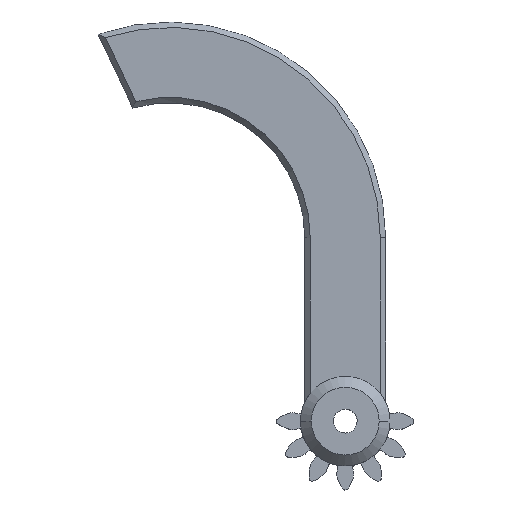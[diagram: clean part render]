
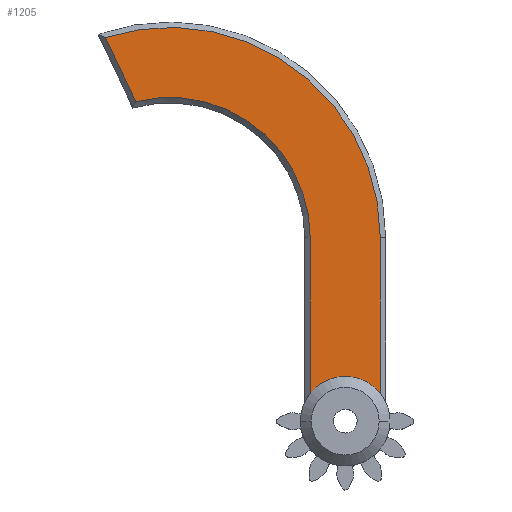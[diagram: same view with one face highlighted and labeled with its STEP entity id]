
A CAD part, top view. The second image highlights one B-rep face of the part: STEP entity #1205.
In plain terms, the highlighted planar face has unit normal (0, 0, 1).
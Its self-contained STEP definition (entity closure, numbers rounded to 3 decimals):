
#934=CARTESIAN_POINT('Vertex',(3.246,2.57,5.)) ;
#937=CARTESIAN_POINT('Axis2P3D Location',(0.,0.,5.)) ;
#941=CARTESIAN_POINT('Vertex',(-3.246,2.57,5.)) ;
#1026=CARTESIAN_POINT('Vertex',(3.246,17.004,5.)) ;
#1029=CARTESIAN_POINT('Line Origine',(3.246,16.427,5.)) ;
#1060=CARTESIAN_POINT('Line Origine',(-3.246,16.427,5.)) ;
#1064=CARTESIAN_POINT('Vertex',(-3.246,17.004,5.)) ;
#1173=CARTESIAN_POINT('Axis2P3D Location',(0.,0.,5.)) ;
#1178=CARTESIAN_POINT('Axis2P3D Location',(-16.243,17.004,5.)) ;
#1182=CARTESIAN_POINT('Vertex',(-22.218,35.555,5.)) ;
#1185=CARTESIAN_POINT('Line Origine',(-20.813,32.583,5.)) ;
#1189=CARTESIAN_POINT('Vertex',(-19.408,29.611,5.)) ;
#1192=CARTESIAN_POINT('Axis2P3D Location',(-16.243,17.004,5.)) ;
#938=DIRECTION('Axis2P3D Direction',(0.,0.,1.)) ;
#1030=DIRECTION('Vector Direction',(0.,-1.,0.)) ;
#1061=DIRECTION('Vector Direction',(0.,-1.,0.)) ;
#1174=DIRECTION('Axis2P3D Direction',(0.,0.,1.)) ;
#1175=DIRECTION('Axis2P3D XDirection',(1.,0.,0.)) ;
#1179=DIRECTION('Axis2P3D Direction',(0.,0.,1.)) ;
#1186=DIRECTION('Vector Direction',(0.427,-0.904,0.)) ;
#1193=DIRECTION('Axis2P3D Direction',(0.,0.,1.)) ;
#939=AXIS2_PLACEMENT_3D('Circle Axis2P3D',#937,#938,$) ;
#1176=AXIS2_PLACEMENT_3D('Plane Axis2P3D',#1173,#1174,#1175) ;
#1180=AXIS2_PLACEMENT_3D('Circle Axis2P3D',#1178,#1179,$) ;
#1194=AXIS2_PLACEMENT_3D('Circle Axis2P3D',#1192,#1193,$) ;
#1198=ORIENTED_EDGE('',*,*,#1033,.T.) ;
#1199=ORIENTED_EDGE('',*,*,#1184,.T.) ;
#1200=ORIENTED_EDGE('',*,*,#1191,.T.) ;
#1201=ORIENTED_EDGE('',*,*,#1196,.T.) ;
#1202=ORIENTED_EDGE('',*,*,#1066,.T.) ;
#1203=ORIENTED_EDGE('',*,*,#943,.F.) ;
#1031=VECTOR('Line Direction',#1030,1.) ;
#1062=VECTOR('Line Direction',#1061,1.) ;
#1187=VECTOR('Line Direction',#1186,1.) ;
#1205=ADVANCED_FACE('Corps principal',(#1204),#1177,.T.) ;
#940=CIRCLE('generated circle',#939,4.14) ;
#1181=CIRCLE('generated circle',#1180,19.489) ;
#1195=CIRCLE('generated circle',#1194,12.997) ;
#943=EDGE_CURVE('',#935,#942,#940,.T.) ;
#1033=EDGE_CURVE('',#935,#1027,#1032,.F.) ;
#1066=EDGE_CURVE('',#1065,#942,#1063,.T.) ;
#1184=EDGE_CURVE('',#1027,#1183,#1181,.T.) ;
#1191=EDGE_CURVE('',#1183,#1190,#1188,.T.) ;
#1196=EDGE_CURVE('',#1190,#1065,#1195,.F.) ;
#1197=EDGE_LOOP('',(#1198,#1199,#1200,#1201,#1202,#1203)) ;
#1204=FACE_OUTER_BOUND('',#1197,.T.) ;
#1032=LINE('Line',#1029,#1031) ;
#1063=LINE('Line',#1060,#1062) ;
#1188=LINE('Line',#1185,#1187) ;
#1177=PLANE('Plane',#1176) ;
#935=VERTEX_POINT('',#934) ;
#942=VERTEX_POINT('',#941) ;
#1027=VERTEX_POINT('',#1026) ;
#1065=VERTEX_POINT('',#1064) ;
#1183=VERTEX_POINT('',#1182) ;
#1190=VERTEX_POINT('',#1189) ;
